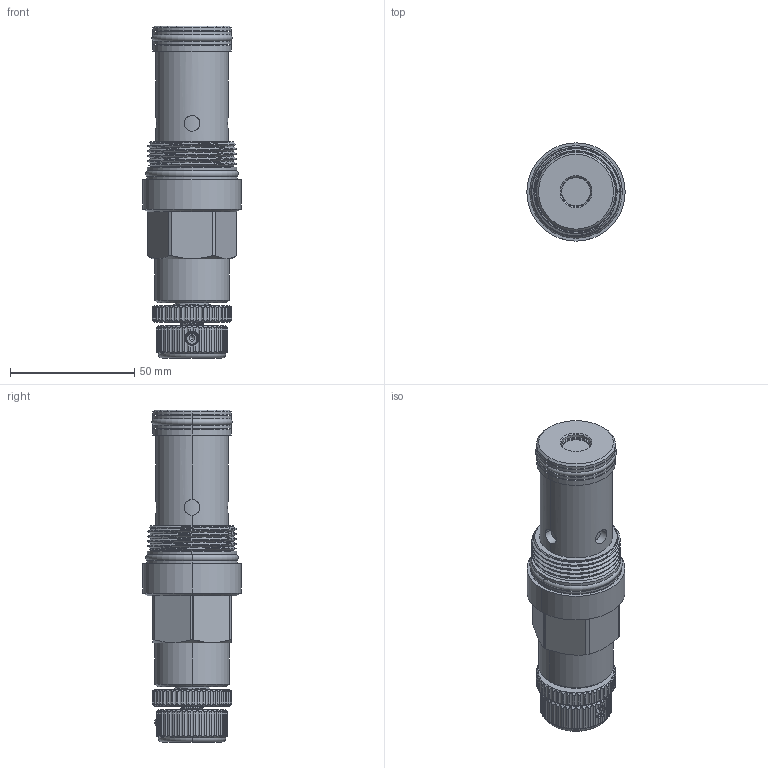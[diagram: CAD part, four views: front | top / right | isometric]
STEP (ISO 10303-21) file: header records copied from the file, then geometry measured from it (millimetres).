
FILE_DESCRIPTION (( 'STEP AP203' ), '1' );
FILE_NAME ('FR16A20-K.STEP', '2016-05-24T07:52:57', ( '' ), ( '' ), 'SwSTEP 2.0', 'SolidWorks 2012', '' );
FILE_SCHEMA (( 'CONFIG_CONTROL_DESIGN' ));
Products named in the file (1): FR16A20-K
Bounding box: 39.6 x 39.6 x 133.77 mm (x, y, z)
Volume: 101930.9 mm3; surface area: 24381 mm2
Topology: 4 solids, 8 shells, 698 faces, 1944 edges, 1253 vertices
Faces by surface type: cylinder 378, plane 190, cone 51, torus 45, bspline 32, sphere 2
Entity records: 33485 total; most frequent: CARTESIAN_POINT 16352, ORIENTED_EDGE 3842, DIRECTION 3281, EDGE_CURVE 1921, VERTEX_POINT 1250, AXIS2_PLACEMENT_3D 1242, VECTOR 797, LINE 797
